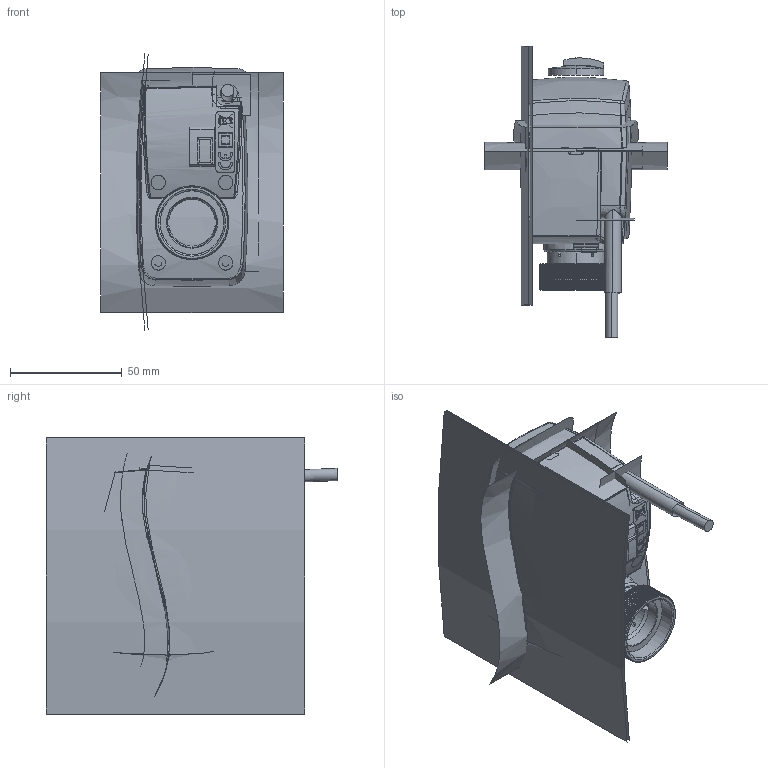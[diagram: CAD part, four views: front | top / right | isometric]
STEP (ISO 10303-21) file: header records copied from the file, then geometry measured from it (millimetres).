
FILE_DESCRIPTION((''),'2;1');
FILE_NAME('082H8036_AMVEI130_140_ASM','2015-03-19T',('u317927'),('Danfoss'),'PRO/ENGINEER BY PARAMETRIC TECHNOLOGY CORPORATION, 2014000','PRO/ENGINEER BY PARAMETRIC TECHNOLOGY CORPORATION, 2014000','');
FILE_SCHEMA(('CONFIG_CONTROL_DESIGN'));
Length unit declared in the file: millimetre
Products named in the file (10): DANFOSS_OBLIKA_ZRCALNA; 8538550_HOUSING_HVAC; 8538567_KNOB_OF_CLUTCH; 8538559_FLANGE_HVAC; 8538578_CONNECTING_NUT_HVAC; 8538552_COVER_HVAC; UVODNICA; EL_KABEL_SESTAV; KABEL_SESTAV_ASM; 082H8036_AMVEI130_140_ASM
Assembly tree (9 placements, depth 3):
  082H8036_AMVEI130_140_ASM
    DANFOSS_OBLIKA_ZRCALNA
    8538550_HOUSING_HVAC
    8538567_KNOB_OF_CLUTCH
    8538559_FLANGE_HVAC
    8538578_CONNECTING_NUT_HVAC
    8538552_COVER_HVAC
    KABEL_SESTAV_ASM
      UVODNICA
      EL_KABEL_SESTAV
Bounding box: 82 x 130.64 x 123.74 mm (x, y, z)
Volume: 75966.7 mm3; surface area: 190516.2 mm2
Topology: 7 solids, 63 shells, 2081 faces, 6004 edges, 4060 vertices
Faces by surface type: plane 870, cylinder 535, bspline 350, extrusion 186, cone 93, torus 40, sphere 7
Entity records: 109223 total; most frequent: CARTESIAN_POINT 60908, ORIENTED_EDGE 11394, DIRECTION 7309, EDGE_CURVE 5998, VERTEX_POINT 4060, B_SPLINE_CURVE_WITH_KNOTS 3207, AXIS2_PLACEMENT_3D 2570, EDGE_LOOP 2189
